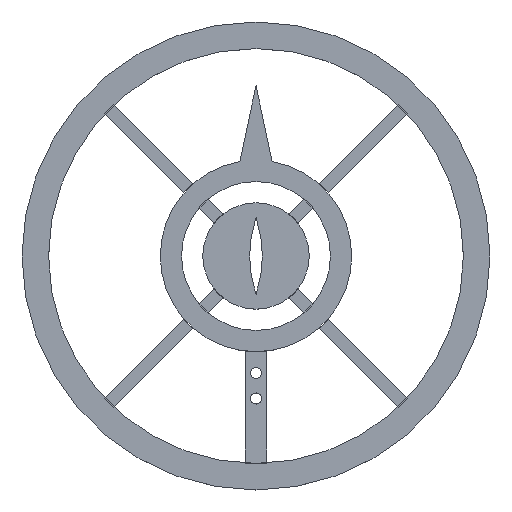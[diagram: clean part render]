
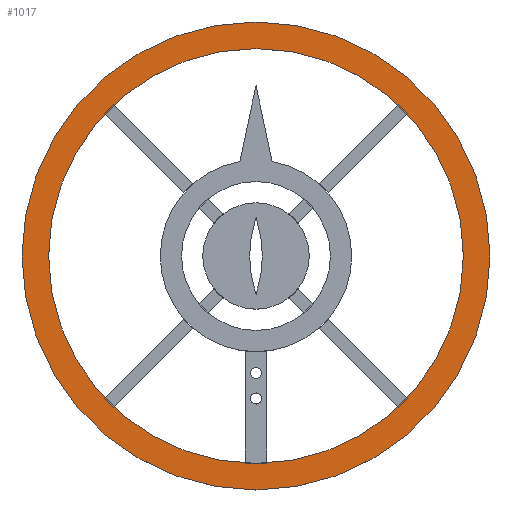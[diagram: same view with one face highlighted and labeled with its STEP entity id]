
A CAD part, top view. The second image highlights one B-rep face of the part: STEP entity #1017.
In plain terms, the highlighted planar face has unit normal (0, 0, 1).
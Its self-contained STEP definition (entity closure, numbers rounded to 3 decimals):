
#37=FACE_BOUND('',#165,.T.);
#47=PLANE('',#1117);
#93=FACE_OUTER_BOUND('',#164,.T.);
#164=EDGE_LOOP('',(#714));
#165=EDGE_LOOP('',(#715));
#417=CIRCLE('',#1112,97.5);
#419=CIRCLE('',#1115,110.);
#471=VERTEX_POINT('',#1577);
#473=VERTEX_POINT('',#1583);
#565=EDGE_CURVE('',#471,#471,#417,.T.);
#568=EDGE_CURVE('',#473,#473,#419,.T.);
#714=ORIENTED_EDGE('',*,*,#568,.T.);
#715=ORIENTED_EDGE('',*,*,#565,.T.);
#1017=ADVANCED_FACE('',(#93,#37),#47,.T.);
#1112=AXIS2_PLACEMENT_3D('',#1578,#1240,#1241);
#1115=AXIS2_PLACEMENT_3D('',#1584,#1247,#1248);
#1117=AXIS2_PLACEMENT_3D('',#1588,#1252,#1253);
#1240=DIRECTION('center_axis',(0.,0.,-1.));
#1241=DIRECTION('ref_axis',(1.,0.,0.));
#1247=DIRECTION('center_axis',(0.,0.,1.));
#1248=DIRECTION('ref_axis',(1.,0.,0.));
#1252=DIRECTION('center_axis',(0.,0.,1.));
#1253=DIRECTION('ref_axis',(1.,0.,0.));
#1577=CARTESIAN_POINT('',(-97.5,0.,3.));
#1578=CARTESIAN_POINT('Origin',(0.,0.,3.));
#1583=CARTESIAN_POINT('',(-110.,0.,3.));
#1584=CARTESIAN_POINT('Origin',(0.,0.,3.));
#1588=CARTESIAN_POINT('Origin',(0.,0.,3.));
